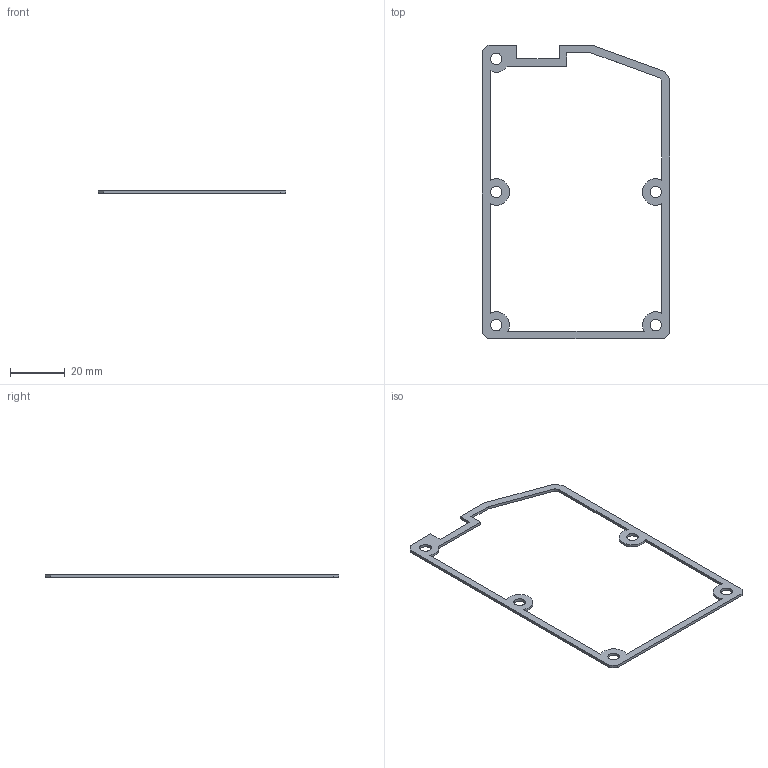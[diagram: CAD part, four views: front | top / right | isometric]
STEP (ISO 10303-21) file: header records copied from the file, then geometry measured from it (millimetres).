
FILE_DESCRIPTION(/* description */ (''),/* implementation_level */ '2;1');
FILE_NAME(/* name */ 'Gasket.step',/* time_stamp */ '2025-05-14T21:24:16-05:00',/* author */ (''),/* organization */ (''),/* preprocessor_version */ 'ST-DEVELOPER v20.1',/* originating_system */ 'Autodesk Translation Framework v14.4.0.0',/* authorisation */ '');
FILE_SCHEMA (('AUTOMOTIVE_DESIGN { 1 0 10303 214 3 1 1 }'));
Length unit declared in the file: millimetre
Products named in the file (1): 2025-05-14-21-24-16-756
Bounding box: 68.19 x 107 x 1 mm (x, y, z)
Volume: 1112.4 mm3; surface area: 2979 mm2
Topology: 1 solids, 1 shells, 35 faces, 99 edges, 66 vertices
Faces by surface type: plane 25, cylinder 10
Full cylindrical faces by diameter (mm): 4.2 x5
Entity records: 1190 total; most frequent: CARTESIAN_POINT 201, ORIENTED_EDGE 198, DIRECTION 191, EDGE_CURVE 99, LINE 79, VECTOR 79, VERTEX_POINT 66, AXIS2_PLACEMENT_3D 56
